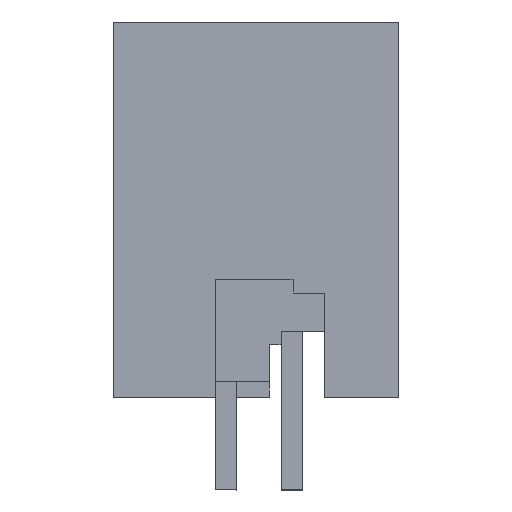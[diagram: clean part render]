
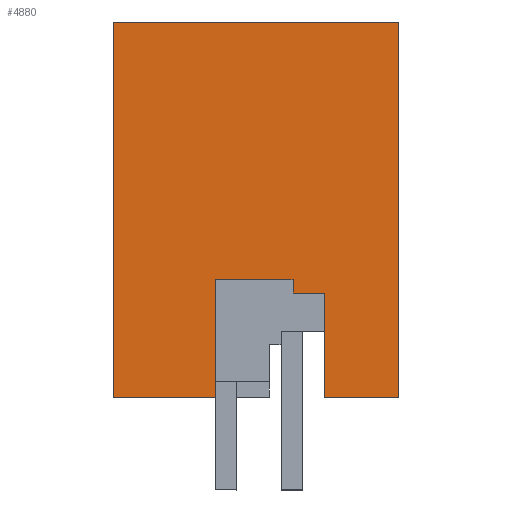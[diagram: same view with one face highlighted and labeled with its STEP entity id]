
A CAD part, left-side view. The second image highlights one B-rep face of the part: STEP entity #4880.
In plain terms, the highlighted planar face has unit normal (-1, 0, 0).
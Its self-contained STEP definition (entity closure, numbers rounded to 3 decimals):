
#4826=AXIS2_PLACEMENT_3D('Plane Axis2P3D',#4823,#4824,#4825) ;
#183=CARTESIAN_POINT('Vertex',(0.,10.8,17.7)) ;
#186=CARTESIAN_POINT('Line Origine',(0.,5.4,17.7)) ;
#190=CARTESIAN_POINT('Vertex',(0.,0.,17.7)) ;
#2439=CARTESIAN_POINT('Vertex',(0.,0.,3.5)) ;
#2442=CARTESIAN_POINT('Line Origine',(0.,0.,10.6)) ;
#2459=CARTESIAN_POINT('Line Origine',(0.,1.4,3.5)) ;
#2463=CARTESIAN_POINT('Vertex',(0.,2.8,3.5)) ;
#3225=CARTESIAN_POINT('Vertex',(0.,10.8,3.5)) ;
#3228=CARTESIAN_POINT('Line Origine',(0.,10.8,10.6)) ;
#4823=CARTESIAN_POINT('Axis2P3D Location',(0.,10.8,12.7)) ;
#4828=CARTESIAN_POINT('Line Origine',(0.,8.875,3.5)) ;
#4832=CARTESIAN_POINT('Vertex',(0.,6.95,3.5)) ;
#4835=CARTESIAN_POINT('Line Origine',(0.,6.95,5.725)) ;
#4839=CARTESIAN_POINT('Vertex',(0.,6.95,7.95)) ;
#4842=CARTESIAN_POINT('Line Origine',(0.,5.475,7.95)) ;
#4846=CARTESIAN_POINT('Vertex',(0.,4.,7.95)) ;
#4849=CARTESIAN_POINT('Line Origine',(0.,4.,7.7)) ;
#4853=CARTESIAN_POINT('Vertex',(0.,4.,7.45)) ;
#4856=CARTESIAN_POINT('Line Origine',(0.,3.4,7.45)) ;
#4860=CARTESIAN_POINT('Vertex',(0.,2.8,7.45)) ;
#4863=CARTESIAN_POINT('Line Origine',(0.,2.8,5.475)) ;
#187=DIRECTION('Vector Direction',(0.,-1.,0.)) ;
#2443=DIRECTION('Vector Direction',(0.,0.,1.)) ;
#2460=DIRECTION('Vector Direction',(0.,-1.,0.)) ;
#3229=DIRECTION('Vector Direction',(0.,0.,1.)) ;
#4824=DIRECTION('Axis2P3D Direction',(1.,0.,0.)) ;
#4825=DIRECTION('Axis2P3D XDirection',(0.,1.,0.)) ;
#4829=DIRECTION('Vector Direction',(0.,-1.,0.)) ;
#4836=DIRECTION('Vector Direction',(0.,0.,-1.)) ;
#4843=DIRECTION('Vector Direction',(0.,-1.,0.)) ;
#4850=DIRECTION('Vector Direction',(0.,0.,-1.)) ;
#4857=DIRECTION('Vector Direction',(0.,-1.,0.)) ;
#4864=DIRECTION('Vector Direction',(0.,0.,-1.)) ;
#188=VECTOR('Line Direction',#187,1.) ;
#2444=VECTOR('Line Direction',#2443,1.) ;
#2461=VECTOR('Line Direction',#2460,1.) ;
#3230=VECTOR('Line Direction',#3229,1.) ;
#4830=VECTOR('Line Direction',#4829,1.) ;
#4837=VECTOR('Line Direction',#4836,1.) ;
#4844=VECTOR('Line Direction',#4843,1.) ;
#4851=VECTOR('Line Direction',#4850,1.) ;
#4858=VECTOR('Line Direction',#4857,1.) ;
#4865=VECTOR('Line Direction',#4864,1.) ;
#4869=ORIENTED_EDGE('',*,*,#2465,.T.) ;
#4870=ORIENTED_EDGE('',*,*,#2446,.T.) ;
#4871=ORIENTED_EDGE('',*,*,#192,.F.) ;
#4872=ORIENTED_EDGE('',*,*,#3232,.F.) ;
#4873=ORIENTED_EDGE('',*,*,#4834,.T.) ;
#4874=ORIENTED_EDGE('',*,*,#4841,.F.) ;
#4875=ORIENTED_EDGE('',*,*,#4848,.T.) ;
#4876=ORIENTED_EDGE('',*,*,#4855,.T.) ;
#4877=ORIENTED_EDGE('',*,*,#4862,.T.) ;
#4878=ORIENTED_EDGE('',*,*,#4867,.T.) ;
#4880=ADVANCED_FACE('HOUSING',(#4879),#4827,.F.) ;
#192=EDGE_CURVE('',#184,#191,#189,.T.) ;
#2446=EDGE_CURVE('',#2440,#191,#2445,.T.) ;
#2465=EDGE_CURVE('',#2464,#2440,#2462,.T.) ;
#3232=EDGE_CURVE('',#3226,#184,#3231,.T.) ;
#4834=EDGE_CURVE('',#3226,#4833,#4831,.T.) ;
#4841=EDGE_CURVE('',#4840,#4833,#4838,.T.) ;
#4848=EDGE_CURVE('',#4840,#4847,#4845,.T.) ;
#4855=EDGE_CURVE('',#4847,#4854,#4852,.T.) ;
#4862=EDGE_CURVE('',#4854,#4861,#4859,.T.) ;
#4867=EDGE_CURVE('',#4861,#2464,#4866,.T.) ;
#4868=EDGE_LOOP('',(#4869,#4870,#4871,#4872,#4873,#4874,#4875,#4876,#4877,#4878)) ;
#4879=FACE_OUTER_BOUND('',#4868,.T.) ;
#189=LINE('Line',#186,#188) ;
#2445=LINE('Line',#2442,#2444) ;
#2462=LINE('Line',#2459,#2461) ;
#3231=LINE('Line',#3228,#3230) ;
#4831=LINE('Line',#4828,#4830) ;
#4838=LINE('Line',#4835,#4837) ;
#4845=LINE('Line',#4842,#4844) ;
#4852=LINE('Line',#4849,#4851) ;
#4859=LINE('Line',#4856,#4858) ;
#4866=LINE('Line',#4863,#4865) ;
#4827=PLANE('',#4826) ;
#184=VERTEX_POINT('',#183) ;
#191=VERTEX_POINT('',#190) ;
#2440=VERTEX_POINT('',#2439) ;
#2464=VERTEX_POINT('',#2463) ;
#3226=VERTEX_POINT('',#3225) ;
#4833=VERTEX_POINT('',#4832) ;
#4840=VERTEX_POINT('',#4839) ;
#4847=VERTEX_POINT('',#4846) ;
#4854=VERTEX_POINT('',#4853) ;
#4861=VERTEX_POINT('',#4860) ;
